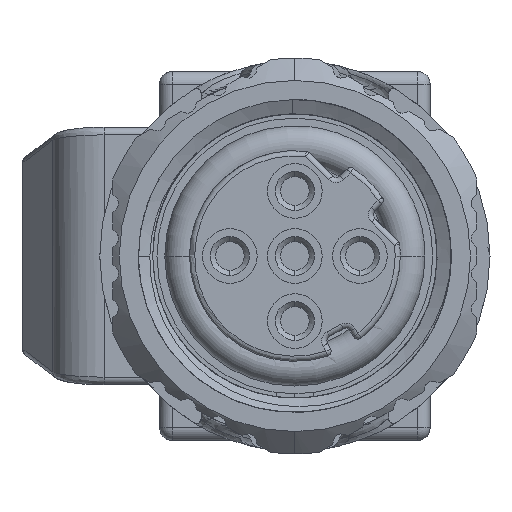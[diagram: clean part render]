
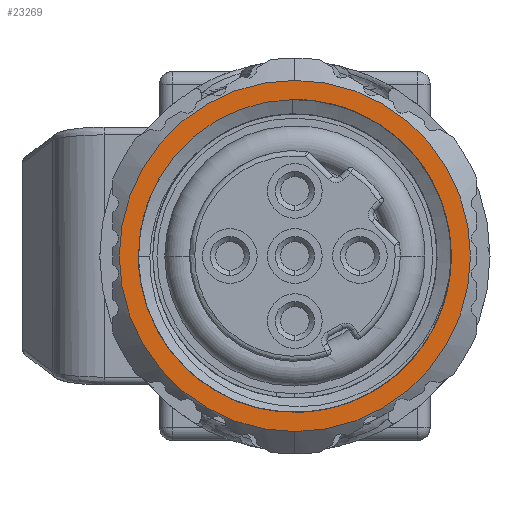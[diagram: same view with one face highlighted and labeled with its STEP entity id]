
A CAD part, left-side view. The second image highlights one B-rep face of the part: STEP entity #23269.
In plain terms, the highlighted planar face has unit normal (-1, 0, 0).
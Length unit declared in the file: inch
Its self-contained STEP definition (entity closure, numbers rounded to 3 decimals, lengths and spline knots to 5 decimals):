
#5383=CARTESIAN_POINT('',(-1.82677,0.,0.));
#5384=DIRECTION('',(1.,0.,0.));
#5385=DIRECTION('',(0.,0.,1.));
#5386=AXIS2_PLACEMENT_3D('',#5383,#5384,#5385);
#5388=CARTESIAN_POINT('',(-1.82677,0.,0.));
#5389=DIRECTION('',(1.,0.,0.));
#5390=DIRECTION('',(0.,0.,-1.));
#5391=AXIS2_PLACEMENT_3D('',#5388,#5389,#5390);
#5393=CARTESIAN_POINT('',(-1.82672,-0.23667,
0.00365));
#5394=CARTESIAN_POINT('',(-1.82672,-0.23651,
0.0141));
#5395=CARTESIAN_POINT('',(-1.82679,-0.235,
0.03494));
#5396=CARTESIAN_POINT('',(-1.82677,-0.22798,
0.06669));
#5397=CARTESIAN_POINT('',(-1.82677,-0.21691,
0.09681));
#5398=CARTESIAN_POINT('',(-1.8268,-0.20167,
0.12561));
#5399=CARTESIAN_POINT('',(-1.82672,-0.18941,
0.14227));
#5400=CARTESIAN_POINT('',(-1.82672,-0.18286,
0.15025));
#5402=CARTESIAN_POINT('',(-1.82672,-0.18286,
0.15025));
#5403=CARTESIAN_POINT('',(-1.82672,-0.17647,
0.15803));
#5404=CARTESIAN_POINT('',(-1.8268,-0.16284,
0.17297));
#5405=CARTESIAN_POINT('',(-1.82677,-0.13818,
0.19317));
#5406=CARTESIAN_POINT('',(-1.82677,-0.11153,
0.20969));
#5407=CARTESIAN_POINT('',(-1.8268,-0.08247,
0.22279));
#5408=CARTESIAN_POINT('',(-1.82672,-0.06303,
0.22834));
#5409=CARTESIAN_POINT('',(-1.82672,-0.05321,
0.23061));
#5411=CARTESIAN_POINT('',(-1.82672,-0.05321,
0.23061));
#5412=CARTESIAN_POINT('',(-1.82672,-0.04698,
0.23205));
#5413=CARTESIAN_POINT('',(-1.82679,-0.03451,
0.23459));
#5414=CARTESIAN_POINT('',(-1.82678,-0.01547,
0.2366));
#5415=CARTESIAN_POINT('',(-1.82673,-0.00274,
0.23677));
#5416=CARTESIAN_POINT('',(-1.82673,0.00365,
0.23667));
#5418=CARTESIAN_POINT('',(-1.82677,0.,0.));
#5419=DIRECTION('',(-1.,0.,0.));
#5420=DIRECTION('',(0.,0.015,1.));
#5421=AXIS2_PLACEMENT_3D('',#5418,#5419,#5420);
#5454=CARTESIAN_POINT('',(-1.82672,-0.23667,
0.00365));
#5456=CARTESIAN_POINT('',(-1.82672,-0.23667,
0.00365));
#5457=CARTESIAN_POINT('',(-1.82672,-0.23668,
0.00292));
#5458=CARTESIAN_POINT('',(-1.8268,-0.23686,
0.00142));
#5459=CARTESIAN_POINT('',(-1.82677,-0.2368,
-0.00105));
#5460=CARTESIAN_POINT('',(-1.82677,-0.23679,
-0.00356));
#5461=CARTESIAN_POINT('',(-1.82677,-0.23673,
-0.00618));
#5462=CARTESIAN_POINT('',(-1.82677,-0.23665,
-0.00893));
#5463=CARTESIAN_POINT('',(-1.82677,-0.23652,
-0.01187));
#5464=CARTESIAN_POINT('',(-1.82677,-0.23634,
-0.01502));
#5465=CARTESIAN_POINT('',(-1.82677,-0.2361,
-0.01842));
#5466=CARTESIAN_POINT('',(-1.82677,-0.23579,
-0.02212));
#5467=CARTESIAN_POINT('',(-1.82677,-0.23538,
-0.02614));
#5468=CARTESIAN_POINT('',(-1.82677,-0.23485,
-0.03053));
#5469=CARTESIAN_POINT('',(-1.82677,-0.23418,
-0.0353));
#5470=CARTESIAN_POINT('',(-1.82677,-0.23334,
-0.04052));
#5471=CARTESIAN_POINT('',(-1.82677,-0.23229,
-0.0462));
#5472=CARTESIAN_POINT('',(-1.82677,-0.23097,
-0.05239));
#5473=CARTESIAN_POINT('',(-1.82677,-0.22935,
-0.05911));
#5474=CARTESIAN_POINT('',(-1.82677,-0.22736,
-0.06639));
#5475=CARTESIAN_POINT('',(-1.82677,-0.22493,
-0.07424));
#5476=CARTESIAN_POINT('',(-1.82677,-0.22195,
-0.08275));
#5477=CARTESIAN_POINT('',(-1.82677,-0.21831,
-0.09195));
#5478=CARTESIAN_POINT('',(-1.82677,-0.21389,
-0.10186));
#5479=CARTESIAN_POINT('',(-1.82677,-0.20849,
-0.11253));
#5480=CARTESIAN_POINT('',(-1.82677,-0.20191,
-0.12401));
#5481=CARTESIAN_POINT('',(-1.82677,-0.19391,
-0.13623));
#5482=CARTESIAN_POINT('',(-1.82677,-0.18414,
-0.14923));
#5483=CARTESIAN_POINT('',(-1.82677,-0.17226,
-0.16287));
#5484=CARTESIAN_POINT('',(-1.82677,-0.15775,
-0.17705));
#5485=CARTESIAN_POINT('',(-1.82677,-0.1401,
-0.19143));
#5486=CARTESIAN_POINT('',(-1.82677,-0.11853,
-0.20563));
#5487=CARTESIAN_POINT('',(-1.82677,-0.09218,
-0.21889));
#5488=CARTESIAN_POINT('',(-1.82677,-0.06108,
-0.22962));
#5489=CARTESIAN_POINT('',(-1.82677,-0.02802,
-0.23594));
#5490=CARTESIAN_POINT('',(-1.82677,0.00527,
-0.23753));
#5491=CARTESIAN_POINT('',(-1.82677,0.03858,
-0.23444));
#5492=CARTESIAN_POINT('',(-1.82677,0.07108,
-0.22671));
#5493=CARTESIAN_POINT('',(-1.82677,0.10219,
-0.21449));
#5494=CARTESIAN_POINT('',(-1.82677,0.13128,
-0.19803));
#5495=CARTESIAN_POINT('',(-1.82677,0.15776,
-0.17766));
#5496=CARTESIAN_POINT('',(-1.82677,0.18113,
-0.15376));
#5497=CARTESIAN_POINT('',(-1.82677,0.20091,
-0.12683));
#5498=CARTESIAN_POINT('',(-1.82677,0.21672,
-0.09738));
#5499=CARTESIAN_POINT('',(-1.82677,0.22824,
-0.06602));
#5500=CARTESIAN_POINT('',(-1.82677,0.23524,
-0.0333));
#5501=CARTESIAN_POINT('',(-1.82677,0.23681,
-0.01119));
#5502=CARTESIAN_POINT('',(-1.82677,0.23681,0.));
#6439=CARTESIAN_POINT('',(-1.82672,-0.18286,
0.15025));
#15202=CARTESIAN_POINT('',(-1.82673,0.00365,
0.23667));
#15203=VERTEX_POINT('',#15202);
#15205=CARTESIAN_POINT('',(-1.82677,0.23681,0.));
#15206=VERTEX_POINT('',#15205);
#15212=CARTESIAN_POINT('',(-1.82677,0.,0.26575));
#15213=CARTESIAN_POINT('',(-1.82677,0.,-0.26575));
#15214=VERTEX_POINT('',#15212);
#15215=VERTEX_POINT('',#15213);
#15547=VERTEX_POINT('',#5454);
#15548=VERTEX_POINT('',#5411);
#15549=VERTEX_POINT('',#6439);
#23248=CARTESIAN_POINT('',(-1.82677,0.,0.));
#23249=DIRECTION('',(1.,0.,0.));
#23250=DIRECTION('',(0.,-1.,0.));
#23251=AXIS2_PLACEMENT_3D('',#23248,#23249,#23250);
#23252=PLANE('',#23251);
#23253=ORIENTED_EDGE('',*,*,#21930,.T.);
#23254=ORIENTED_EDGE('',*,*,#22451,.T.);
#23255=EDGE_LOOP('',(#23253,#23254));
#23256=FACE_OUTER_BOUND('',#23255,.F.);
#23258=ORIENTED_EDGE('',*,*,#23257,.F.);
#23260=ORIENTED_EDGE('',*,*,#23259,.T.);
#23262=ORIENTED_EDGE('',*,*,#23261,.T.);
#23264=ORIENTED_EDGE('',*,*,#23263,.T.);
#23266=ORIENTED_EDGE('',*,*,#23265,.T.);
#23267=EDGE_LOOP('',(#23258,#23260,#23262,#23264,#23266));
#23268=FACE_BOUND('',#23267,.F.);
#23269=ADVANCED_FACE('',(#23256,#23268),#23252,.F.);
#5387=CIRCLE('',#5386,0.26575);
#5392=CIRCLE('',#5391,0.26575);
#5401=B_SPLINE_CURVE_WITH_KNOTS('',3,(#5393,#5394,#5395,#5396,#5397,#5398,#5399,
#5400),.UNSPECIFIED.,.F.,.F.,(4,1,1,1,1,4),(0.,0.2,0.4,0.6,0.8,1.),
.UNSPECIFIED.);
#5410=B_SPLINE_CURVE_WITH_KNOTS('',3,(#5402,#5403,#5404,#5405,#5406,#5407,#5408,
#5409),.UNSPECIFIED.,.F.,.F.,(4,1,1,1,1,4),(0.,0.2,0.4,0.6,0.8,1.),
.UNSPECIFIED.);
#5417=B_SPLINE_CURVE_WITH_KNOTS('',3,(#5411,#5412,#5413,#5414,#5415,#5416),
.UNSPECIFIED.,.F.,.F.,(4,1,1,4),(0.,0.33333,0.66667,1.),
.UNSPECIFIED.);
#5422=CIRCLE('',#5421,0.23681);
#5503=B_SPLINE_CURVE_WITH_KNOTS('',3,(#5456,#5457,#5458,#5459,#5460,#5461,#5462,
#5463,#5464,#5465,#5466,#5467,#5468,#5469,#5470,#5471,#5472,#5473,#5474,#5475,
#5476,#5477,#5478,#5479,#5480,#5481,#5482,#5483,#5484,#5485,#5486,#5487,#5488,
#5489,#5490,#5491,#5492,#5493,#5494,#5495,#5496,#5497,#5498,#5499,#5500,#5501,
#5502),.UNSPECIFIED.,.F.,.F.,(4,1,1,1,1,1,1,1,1,1,1,1,1,1,1,1,1,1,1,1,1,1,1,1,1,
1,1,1,1,1,1,1,1,1,1,1,1,1,1,1,1,1,1,1,4),(0.,0.02273,
0.04545,0.06818,0.09091,0.11364,
0.13636,0.15909,0.18182,0.20455,
0.22727,0.25,0.27273,0.29545,0.31818,
0.34091,0.36364,0.38636,0.40909,
0.43182,0.45455,0.47727,0.5,0.52273,
0.54545,0.56818,0.59091,0.61364,
0.63636,0.65909,0.68182,0.70455,
0.72727,0.75,0.77273,0.79545,0.81818,
0.84091,0.86364,0.88636,0.90909,
0.93182,0.95455,0.97727,1.),.UNSPECIFIED.);
#21930=EDGE_CURVE('',#15214,#15215,#5387,.T.);
#22451=EDGE_CURVE('',#15215,#15214,#5392,.T.);
#23257=EDGE_CURVE('',#15547,#15206,#5503,.T.);
#23259=EDGE_CURVE('',#15547,#15549,#5401,.T.);
#23261=EDGE_CURVE('',#15549,#15548,#5410,.T.);
#23263=EDGE_CURVE('',#15548,#15203,#5417,.T.);
#23265=EDGE_CURVE('',#15203,#15206,#5422,.T.);
